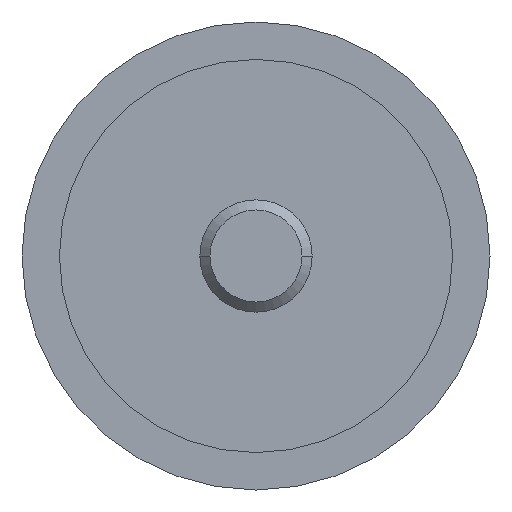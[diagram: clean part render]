
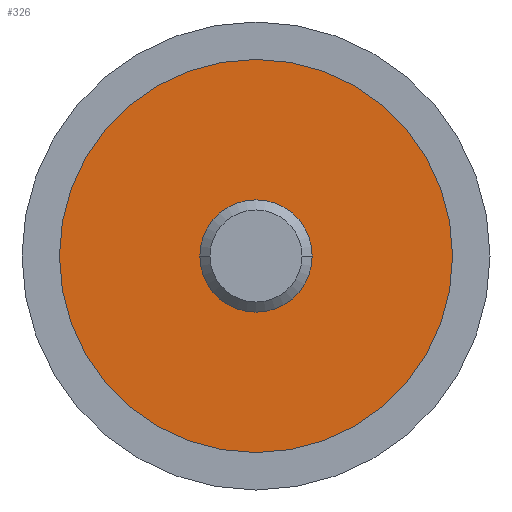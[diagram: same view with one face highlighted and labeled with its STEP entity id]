
A CAD part, front view. The second image highlights one B-rep face of the part: STEP entity #326.
In plain terms, the highlighted planar face has unit normal (0, -1, 0).
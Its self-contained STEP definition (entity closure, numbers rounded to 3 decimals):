
#166=EDGE_CURVE('',#288,#202,#411,.T.);
#180=EDGE_CURVE('',#300,#324,#425,.T.);
#202=VERTEX_POINT('',#451);
#286=EDGE_CURVE('',#324,#300,#552,.T.);
#288=VERTEX_POINT('',#554);
#300=VERTEX_POINT('',#567);
#324=VERTEX_POINT('',#594);
#326=ADVANCED_FACE('',(#596,#597),#598,.T.);
#342=EDGE_CURVE('',#202,#288,#616,.T.);
#411=CIRCLE('',#689,10.5);
#425=CIRCLE('',#706,3.0);
#451=CARTESIAN_POINT('',(-10.5,0.0,0.));
#552=CIRCLE('',#862,3.0);
#554=CARTESIAN_POINT('',(10.5,0.0,0.0));
#567=CARTESIAN_POINT('',(-3.0,0.0,0.));
#594=CARTESIAN_POINT('',(3.0,0.0,0.));
#596=FACE_BOUND('',#918,.T.);
#597=FACE_OUTER_BOUND('',#919,.T.);
#598=PLANE('',#920);
#616=CIRCLE('',#944,10.5);
#689=AXIS2_PLACEMENT_3D('',#1001,#1002,#1003);
#706=AXIS2_PLACEMENT_3D('',#1010,#1011,#1012);
#862=AXIS2_PLACEMENT_3D('',#1200,#1201,#1202);
#918=EDGE_LOOP('',(#1248,#1249));
#919=EDGE_LOOP('',(#1250,#1251));
#920=AXIS2_PLACEMENT_3D('',#1252,#1253,#1254);
#944=AXIS2_PLACEMENT_3D('',#1284,#1285,#1286);
#1001=CARTESIAN_POINT('',(0.0,0.0,0.0));
#1002=DIRECTION('',(0.0,-1.0,0.0));
#1003=DIRECTION('',(1.0,0.0,0.0));
#1010=CARTESIAN_POINT('',(0.0,0.0,0.0));
#1011=DIRECTION('',(-0.0,1.0,0.0));
#1012=DIRECTION('',(1.0,0.0,0.0));
#1200=CARTESIAN_POINT('',(0.0,0.0,0.0));
#1201=DIRECTION('',(-0.0,1.0,0.0));
#1202=DIRECTION('',(1.0,0.0,0.0));
#1248=ORIENTED_EDGE('',*,*,#180,.T.);
#1249=ORIENTED_EDGE('',*,*,#286,.T.);
#1250=ORIENTED_EDGE('',*,*,#166,.T.);
#1251=ORIENTED_EDGE('',*,*,#342,.T.);
#1252=CARTESIAN_POINT('',(0.0,0.0,0.0));
#1253=DIRECTION('',(0.0,-1.0,0.0));
#1254=DIRECTION('',(-1.0,0.0,0.0));
#1284=CARTESIAN_POINT('',(0.0,0.0,0.0));
#1285=DIRECTION('',(0.0,-1.0,0.0));
#1286=DIRECTION('',(1.0,0.0,0.0));
